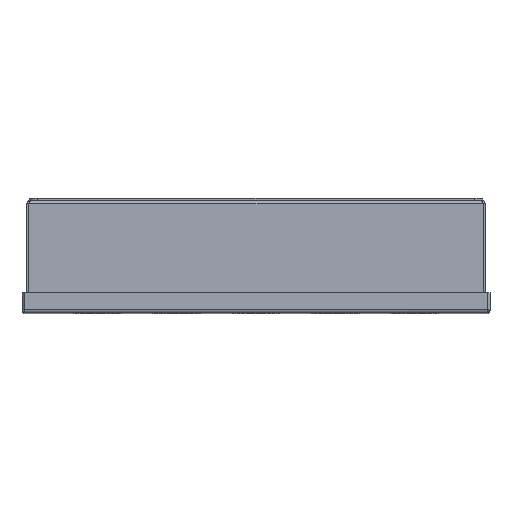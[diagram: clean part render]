
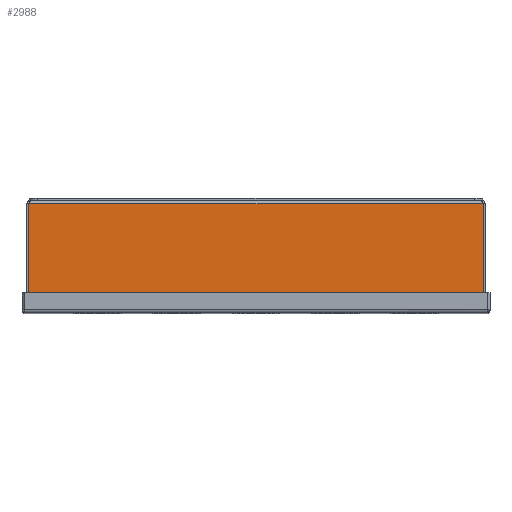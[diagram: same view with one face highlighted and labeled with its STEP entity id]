
A CAD part, top view. The second image highlights one B-rep face of the part: STEP entity #2988.
In plain terms, the highlighted planar face has unit normal (0, 0, 1).
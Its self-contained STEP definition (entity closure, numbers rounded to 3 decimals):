
#2988 = ADVANCED_FACE( '', ( #7134 ), #7135, .F. );
#7134 = FACE_OUTER_BOUND( '', #12876, .T. );
#7135 = PLANE( '', #12877 );
#12876 = EDGE_LOOP( '', ( #23018, #23019, #23020, #23021, #23022, #23023, #23024, #23025, #23026, #23027 ) );
#12877 = AXIS2_PLACEMENT_3D( '', #23028, #23029, #23030 );
#23018 = ORIENTED_EDGE( '', *, *, #39511, .F. );
#23019 = ORIENTED_EDGE( '', *, *, #39512, .T. );
#23020 = ORIENTED_EDGE( '', *, *, #37979, .T. );
#23021 = ORIENTED_EDGE( '', *, *, #39513, .F. );
#23022 = ORIENTED_EDGE( '', *, *, #39514, .T. );
#23023 = ORIENTED_EDGE( '', *, *, #39515, .T. );
#23024 = ORIENTED_EDGE( '', *, *, #39516, .T. );
#23025 = ORIENTED_EDGE( '', *, *, #39373, .F. );
#23026 = ORIENTED_EDGE( '', *, *, #39517, .F. );
#23027 = ORIENTED_EDGE( '', *, *, #39518, .T. );
#23028 = CARTESIAN_POINT( '', ( 1142.848, 0., 206.375 ) );
#23029 = DIRECTION( '', ( 0., 0., -1. ) );
#23030 = DIRECTION( '', ( 0., 1., 0. ) );
#37979 = EDGE_CURVE( '', #44952, #44953, #44954, .T. );
#39373 = EDGE_CURVE( '', #47193, #47195, #47196, .T. );
#39511 = EDGE_CURVE( '', #47406, #47407, #47408, .T. );
#39512 = EDGE_CURVE( '', #47406, #44952, #47409, .T. );
#39513 = EDGE_CURVE( '', #47410, #44953, #47411, .T. );
#39514 = EDGE_CURVE( '', #47410, #47412, #47413, .T. );
#39515 = EDGE_CURVE( '', #47412, #47414, #47415, .T. );
#39516 = EDGE_CURVE( '', #47414, #47195, #47416, .T. );
#39517 = EDGE_CURVE( '', #47417, #47193, #47418, .T. );
#39518 = EDGE_CURVE( '', #47417, #47407, #47419, .T. );
#44952 = VERTEX_POINT( '', #55653 );
#44953 = VERTEX_POINT( '', #55654 );
#44954 = LINE( '', #55655, #55656 );
#47193 = VERTEX_POINT( '', #61323 );
#47195 = VERTEX_POINT( '', #61326 );
#47196 = LINE( '', #61327, #61328 );
#47406 = VERTEX_POINT( '', #61844 );
#47407 = VERTEX_POINT( '', #61845 );
#47408 = LINE( '', #61846, #61847 );
#47409 = LINE( '', #61848, #61849 );
#47410 = VERTEX_POINT( '', #61850 );
#47411 = LINE( '', #61851, #61852 );
#47412 = VERTEX_POINT( '', #61853 );
#47413 = LINE( '', #61854, #61855 );
#47414 = VERTEX_POINT( '', #61856 );
#47415 = LINE( '', #61857, #61858 );
#47416 = LINE( '', #61859, #61860 );
#47417 = VERTEX_POINT( '', #61861 );
#47418 = LINE( '', #61862, #61863 );
#47419 = LINE( '', #61864, #61865 );
#55653 = CARTESIAN_POINT( '', ( 139.677, -74.676, 206.375 ) );
#55654 = CARTESIAN_POINT( '', ( 163.573, -74.676, 206.375 ) );
#55655 = CARTESIAN_POINT( '', ( 1142.848, -74.676, 206.375 ) );
#55656 = VECTOR( '', #75095, 1000. );
#61323 = CARTESIAN_POINT( '', ( -139.677, -73.863, 206.375 ) );
#61326 = CARTESIAN_POINT( '', ( -139.677, -74.676, 206.375 ) );
#61327 = CARTESIAN_POINT( '', ( -139.677, -76.2, 206.375 ) );
#61328 = VECTOR( '', #75900, 1000. );
#61844 = CARTESIAN_POINT( '', ( 139.677, -73.863, 206.375 ) );
#61845 = CARTESIAN_POINT( '', ( 139.675, -73.863, 206.375 ) );
#61846 = CARTESIAN_POINT( '', ( -139.677, -73.863, 206.375 ) );
#61847 = VECTOR( '', #75981, 1000. );
#61848 = CARTESIAN_POINT( '', ( 139.677, -76.2, 206.375 ) );
#61849 = VECTOR( '', #75982, 1000. );
#61850 = CARTESIAN_POINT( '', ( 163.573, -2.337, 206.375 ) );
#61851 = CARTESIAN_POINT( '', ( 163.573, -2.337, 206.375 ) );
#61852 = VECTOR( '', #75983, 1000. );
#61853 = CARTESIAN_POINT( '', ( -163.573, -2.337, 206.375 ) );
#61854 = CARTESIAN_POINT( '', ( 1142.848, -2.337, 206.375 ) );
#61855 = VECTOR( '', #75984, 1000. );
#61856 = CARTESIAN_POINT( '', ( -163.573, -74.676, 206.375 ) );
#61857 = CARTESIAN_POINT( '', ( -163.573, -2.337, 206.375 ) );
#61858 = VECTOR( '', #75985, 1000. );
#61859 = CARTESIAN_POINT( '', ( 1142.848, -74.676, 206.375 ) );
#61860 = VECTOR( '', #75986, 1000. );
#61861 = CARTESIAN_POINT( '', ( -139.675, -73.863, 206.375 ) );
#61862 = CARTESIAN_POINT( '', ( -139.677, -73.863, 206.375 ) );
#61863 = VECTOR( '', #75987, 1000. );
#61864 = CARTESIAN_POINT( '', ( -139.675, -73.863, 206.375 ) );
#61865 = VECTOR( '', #75988, 1000. );
#75095 = DIRECTION( '', ( 1., 0., 0. ) );
#75900 = DIRECTION( '', ( 0., -1., 0. ) );
#75981 = DIRECTION( '', ( -1., 0., 0. ) );
#75982 = DIRECTION( '', ( 0., -1., 0. ) );
#75983 = DIRECTION( '', ( 0., -1., 0. ) );
#75984 = DIRECTION( '', ( -1., 0., 0. ) );
#75985 = DIRECTION( '', ( 0., -1., 0. ) );
#75986 = DIRECTION( '', ( 1., 0., 0. ) );
#75987 = DIRECTION( '', ( -1., 0., 0. ) );
#75988 = DIRECTION( '', ( 1., 0., 0. ) );
